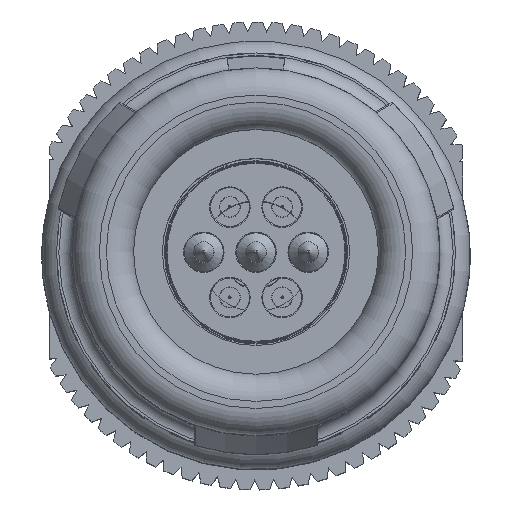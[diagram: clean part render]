
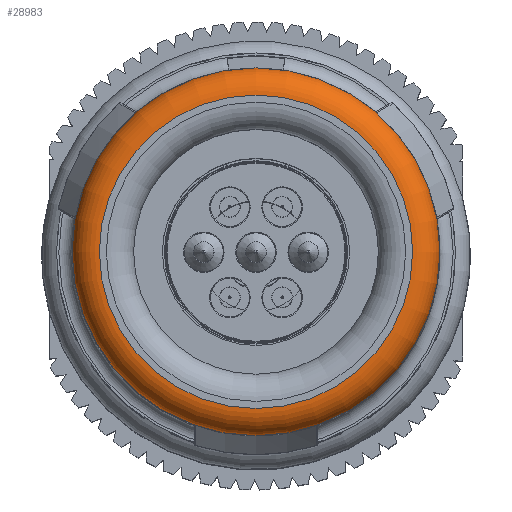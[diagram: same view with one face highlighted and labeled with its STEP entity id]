
A CAD part, top view. The second image highlights one B-rep face of the part: STEP entity #28983.
In plain terms, the highlighted toroidal (fillet/blend) face has major radius 5.105 mm and minor radius 0.889 mm.
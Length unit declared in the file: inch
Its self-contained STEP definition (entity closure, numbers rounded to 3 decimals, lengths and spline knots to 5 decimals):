
#969=TOROIDAL_SURFACE('',#31849,0.201,0.035);
#5617=FACE_OUTER_BOUND('',#7527,.T.);
#7527=EDGE_LOOP('',(#25424,#25425,#25426,#25427));
#11658=CIRCLE('',#31850,0.201);
#11659=CIRCLE('',#31851,0.035);
#11660=CIRCLE('',#31852,0.236);
#13861=VERTEX_POINT('',#95292);
#13862=VERTEX_POINT('',#95294);
#17871=EDGE_CURVE('',#13861,#13861,#11658,.T.);
#17872=EDGE_CURVE('',#13861,#13862,#11659,.T.);
#17873=EDGE_CURVE('',#13862,#13862,#11660,.T.);
#25424=ORIENTED_EDGE('',*,*,#17871,.T.);
#25425=ORIENTED_EDGE('',*,*,#17872,.T.);
#25426=ORIENTED_EDGE('',*,*,#17873,.T.);
#25427=ORIENTED_EDGE('',*,*,#17872,.F.);
#28983=ADVANCED_FACE('',(#5617),#969,.T.);
#31849=AXIS2_PLACEMENT_3D('',#95291,#38106,#38107);
#31850=AXIS2_PLACEMENT_3D('',#95293,#38108,#38109);
#31851=AXIS2_PLACEMENT_3D('',#95295,#38110,#38111);
#31852=AXIS2_PLACEMENT_3D('',#95296,#38112,#38113);
#38106=DIRECTION('center_axis',(0.,0.,
1.));
#38107=DIRECTION('ref_axis',(1.,0.,0.));
#38108=DIRECTION('center_axis',(0.,0.,
-1.));
#38109=DIRECTION('ref_axis',(1.,0.,0.));
#38110=DIRECTION('center_axis',(0.,-1.,0.));
#38111=DIRECTION('ref_axis',(-1.,0.,0.));
#38112=DIRECTION('center_axis',(0.,0.,
1.));
#38113=DIRECTION('ref_axis',(1.,0.,0.));
#95291=CARTESIAN_POINT('Origin',(0.,0.,
-0.035));
#95292=CARTESIAN_POINT('',(-0.201,0.,0.));
#95293=CARTESIAN_POINT('Origin',(0.,0.,0.));
#95294=CARTESIAN_POINT('',(-0.236,0.,-0.035));
#95295=CARTESIAN_POINT('Origin',(-0.201,0.,-0.035));
#95296=CARTESIAN_POINT('Origin',(0.,0.,
-0.035));
